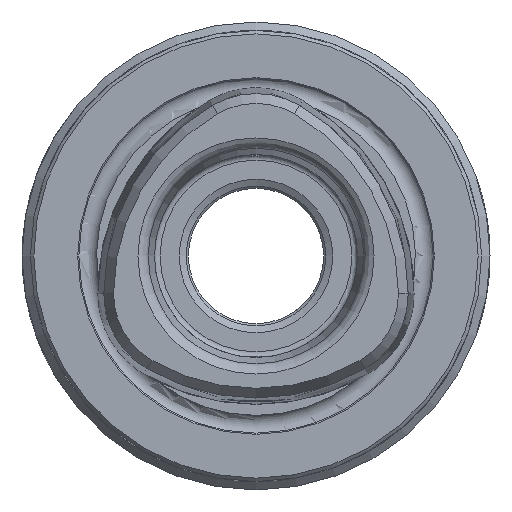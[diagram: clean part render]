
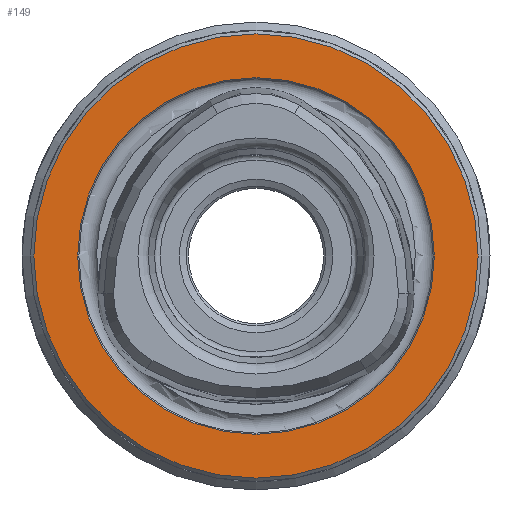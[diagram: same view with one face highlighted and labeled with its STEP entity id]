
A CAD part, left-side view. The second image highlights one B-rep face of the part: STEP entity #149.
In plain terms, the highlighted planar face has unit normal (-1, 0, 0).
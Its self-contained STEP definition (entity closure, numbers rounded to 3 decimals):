
#149 = ADVANCED_FACE( '', ( #390, #391 ), #392, .T. );
#390 = FACE_OUTER_BOUND( '', #762, .T. );
#391 = FACE_BOUND( '', #763, .T. );
#392 = PLANE( '', #764 );
#762 = EDGE_LOOP( '', ( #1162 ) );
#763 = EDGE_LOOP( '', ( #1163 ) );
#764 = AXIS2_PLACEMENT_3D( '', #1164, #1165, #1166 );
#1162 = ORIENTED_EDGE( '', *, *, #1967, .T. );
#1163 = ORIENTED_EDGE( '', *, *, #1968, .F. );
#1164 = CARTESIAN_POINT( '', ( 0., 0., 15.5 ) );
#1165 = DIRECTION( '', ( -1., 0., 0. ) );
#1166 = DIRECTION( '', ( 0., 0., 1. ) );
#1967 = EDGE_CURVE( '', #2307, #2307, #2308, .T. );
#1968 = EDGE_CURVE( '', #2309, #2309, #2310, .T. );
#2307 = VERTEX_POINT( '', #2788 );
#2308 = CIRCLE( '', #2789, 19.7 );
#2309 = VERTEX_POINT( '', #2790 );
#2310 = CIRCLE( '', #2791, 15.814 );
#2788 = CARTESIAN_POINT( '', ( 0., 0., 19.7 ) );
#2789 = AXIS2_PLACEMENT_3D( '', #4036, #4037, #4038 );
#2790 = CARTESIAN_POINT( '', ( 0., 0., 15.814 ) );
#2791 = AXIS2_PLACEMENT_3D( '', #4039, #4040, #4041 );
#4036 = CARTESIAN_POINT( '', ( 0., 0., 0. ) );
#4037 = DIRECTION( '', ( -1., 0., 0. ) );
#4038 = DIRECTION( '', ( 0., 0., 1. ) );
#4039 = CARTESIAN_POINT( '', ( 0., 0., 0. ) );
#4040 = DIRECTION( '', ( -1., 0., 0. ) );
#4041 = DIRECTION( '', ( 0., 0., 1. ) );
